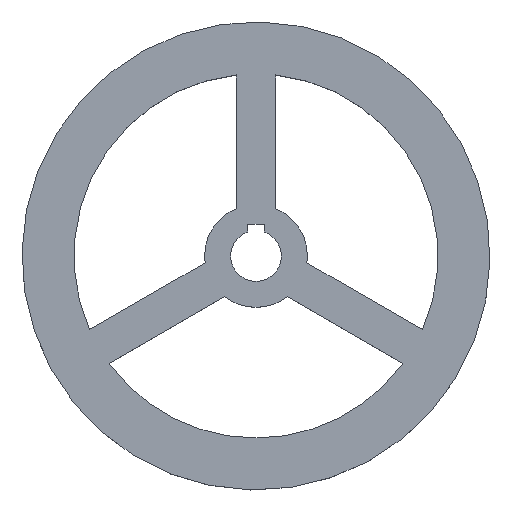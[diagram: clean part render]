
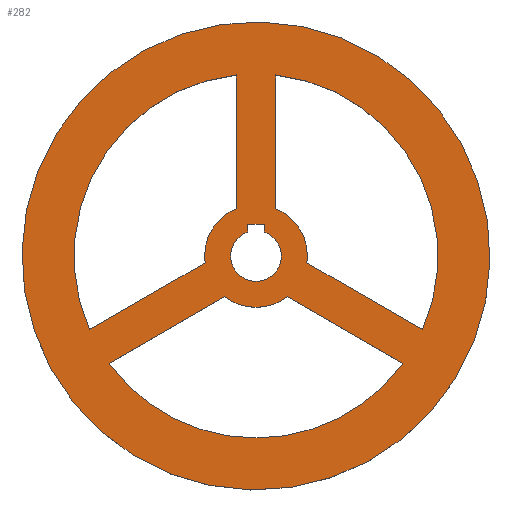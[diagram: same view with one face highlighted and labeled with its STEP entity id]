
A CAD part, top view. The second image highlights one B-rep face of the part: STEP entity #282.
In plain terms, the highlighted planar face has unit normal (0, 0, 1).
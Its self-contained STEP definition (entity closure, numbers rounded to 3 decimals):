
#70=CARTESIAN_POINT('Vertex',(7.5,69.597,7.5)) ;
#73=CARTESIAN_POINT('Line Origine',(7.5,43.934,7.5)) ;
#77=CARTESIAN_POINT('Vertex',(7.5,18.271,7.5)) ;
#97=CARTESIAN_POINT('Axis2P3D Location',(0.,0.,7.5)) ;
#101=CARTESIAN_POINT('Vertex',(19.573,-2.64,7.5)) ;
#123=CARTESIAN_POINT('Axis2P3D Location',(0.,90.,7.5)) ;
#128=CARTESIAN_POINT('Axis2P3D Location',(0.,0.,7.5)) ;
#132=CARTESIAN_POINT('Vertex',(43.148,-78.982,7.5)) ;
#134=CARTESIAN_POINT('Vertex',(-43.148,78.982,7.5)) ;
#137=CARTESIAN_POINT('Axis2P3D Location',(0.,0.,7.5)) ;
#146=CARTESIAN_POINT('Axis2P3D Location',(0.,0.,7.5)) ;
#150=CARTESIAN_POINT('Vertex',(64.023,-28.303,7.5)) ;
#153=CARTESIAN_POINT('Line Origine',(41.798,-15.472,7.5)) ;
#164=CARTESIAN_POINT('Line Origine',(-41.798,-15.472,7.5)) ;
#168=CARTESIAN_POINT('Vertex',(-64.023,-28.303,7.5)) ;
#170=CARTESIAN_POINT('Vertex',(-19.573,-2.64,7.5)) ;
#173=CARTESIAN_POINT('Axis2P3D Location',(0.,0.,7.5)) ;
#177=CARTESIAN_POINT('Vertex',(-7.5,69.597,7.5)) ;
#180=CARTESIAN_POINT('Line Origine',(-7.5,43.934,7.5)) ;
#184=CARTESIAN_POINT('Vertex',(-7.5,18.271,7.5)) ;
#187=CARTESIAN_POINT('Axis2P3D Location',(0.,0.,7.5)) ;
#198=CARTESIAN_POINT('Axis2P3D Location',(0.,0.,7.5)) ;
#202=CARTESIAN_POINT('Vertex',(12.073,-15.63,7.5)) ;
#204=CARTESIAN_POINT('Vertex',(0.,-19.75,7.5)) ;
#207=CARTESIAN_POINT('Line Origine',(34.298,-28.462,7.5)) ;
#211=CARTESIAN_POINT('Vertex',(56.523,-41.294,7.5)) ;
#214=CARTESIAN_POINT('Axis2P3D Location',(0.,0.,7.5)) ;
#218=CARTESIAN_POINT('Vertex',(0.,-70.,7.5)) ;
#221=CARTESIAN_POINT('Axis2P3D Location',(0.,0.,7.5)) ;
#225=CARTESIAN_POINT('Vertex',(-56.523,-41.294,7.5)) ;
#228=CARTESIAN_POINT('Line Origine',(-34.298,-28.462,7.5)) ;
#232=CARTESIAN_POINT('Vertex',(-12.073,-15.63,7.5)) ;
#235=CARTESIAN_POINT('Axis2P3D Location',(0.,0.,7.5)) ;
#248=CARTESIAN_POINT('Line Origine',(0.,12.25,7.5)) ;
#252=CARTESIAN_POINT('Vertex',(3.25,12.25,7.5)) ;
#254=CARTESIAN_POINT('Vertex',(-3.25,12.25,7.5)) ;
#257=CARTESIAN_POINT('Line Origine',(3.25,10.721,7.5)) ;
#261=CARTESIAN_POINT('Vertex',(3.25,9.192,7.5)) ;
#264=CARTESIAN_POINT('Axis2P3D Location',(0.,0.,7.5)) ;
#268=CARTESIAN_POINT('Vertex',(-3.25,9.192,7.5)) ;
#271=CARTESIAN_POINT('Line Origine',(-3.25,10.721,7.5)) ;
#74=DIRECTION('Vector Direction',(0.,1.,0.)) ;
#98=DIRECTION('Axis2P3D Direction',(0.,0.,1.)) ;
#124=DIRECTION('Axis2P3D Direction',(0.,0.,1.)) ;
#125=DIRECTION('Axis2P3D XDirection',(1.,0.,0.)) ;
#129=DIRECTION('Axis2P3D Direction',(0.,0.,1.)) ;
#138=DIRECTION('Axis2P3D Direction',(0.,0.,1.)) ;
#147=DIRECTION('Axis2P3D Direction',(0.,0.,1.)) ;
#154=DIRECTION('Vector Direction',(0.866,-0.5,0.)) ;
#165=DIRECTION('Vector Direction',(-0.866,-0.5,0.)) ;
#174=DIRECTION('Axis2P3D Direction',(0.,0.,1.)) ;
#181=DIRECTION('Vector Direction',(0.,1.,0.)) ;
#188=DIRECTION('Axis2P3D Direction',(0.,0.,1.)) ;
#199=DIRECTION('Axis2P3D Direction',(0.,0.,1.)) ;
#208=DIRECTION('Vector Direction',(-0.866,0.5,0.)) ;
#215=DIRECTION('Axis2P3D Direction',(0.,0.,1.)) ;
#222=DIRECTION('Axis2P3D Direction',(0.,0.,1.)) ;
#229=DIRECTION('Vector Direction',(0.866,0.5,0.)) ;
#236=DIRECTION('Axis2P3D Direction',(0.,0.,1.)) ;
#249=DIRECTION('Vector Direction',(1.,0.,0.)) ;
#258=DIRECTION('Vector Direction',(0.,-1.,0.)) ;
#265=DIRECTION('Axis2P3D Direction',(0.,0.,1.)) ;
#272=DIRECTION('Vector Direction',(0.,1.,0.)) ;
#99=AXIS2_PLACEMENT_3D('Circle Axis2P3D',#97,#98,$) ;
#126=AXIS2_PLACEMENT_3D('Plane Axis2P3D',#123,#124,#125) ;
#130=AXIS2_PLACEMENT_3D('Circle Axis2P3D',#128,#129,$) ;
#139=AXIS2_PLACEMENT_3D('Circle Axis2P3D',#137,#138,$) ;
#148=AXIS2_PLACEMENT_3D('Circle Axis2P3D',#146,#147,$) ;
#175=AXIS2_PLACEMENT_3D('Circle Axis2P3D',#173,#174,$) ;
#189=AXIS2_PLACEMENT_3D('Circle Axis2P3D',#187,#188,$) ;
#200=AXIS2_PLACEMENT_3D('Circle Axis2P3D',#198,#199,$) ;
#216=AXIS2_PLACEMENT_3D('Circle Axis2P3D',#214,#215,$) ;
#223=AXIS2_PLACEMENT_3D('Circle Axis2P3D',#221,#222,$) ;
#237=AXIS2_PLACEMENT_3D('Circle Axis2P3D',#235,#236,$) ;
#266=AXIS2_PLACEMENT_3D('Circle Axis2P3D',#264,#265,$) ;
#143=ORIENTED_EDGE('',*,*,#136,.T.) ;
#144=ORIENTED_EDGE('',*,*,#141,.T.) ;
#159=ORIENTED_EDGE('',*,*,#152,.F.) ;
#160=ORIENTED_EDGE('',*,*,#157,.F.) ;
#161=ORIENTED_EDGE('',*,*,#103,.F.) ;
#162=ORIENTED_EDGE('',*,*,#79,.F.) ;
#193=ORIENTED_EDGE('',*,*,#172,.F.) ;
#194=ORIENTED_EDGE('',*,*,#179,.F.) ;
#195=ORIENTED_EDGE('',*,*,#186,.F.) ;
#196=ORIENTED_EDGE('',*,*,#191,.F.) ;
#241=ORIENTED_EDGE('',*,*,#206,.F.) ;
#242=ORIENTED_EDGE('',*,*,#213,.F.) ;
#243=ORIENTED_EDGE('',*,*,#220,.F.) ;
#244=ORIENTED_EDGE('',*,*,#227,.F.) ;
#245=ORIENTED_EDGE('',*,*,#234,.F.) ;
#246=ORIENTED_EDGE('',*,*,#239,.F.) ;
#277=ORIENTED_EDGE('',*,*,#256,.F.) ;
#278=ORIENTED_EDGE('',*,*,#263,.F.) ;
#279=ORIENTED_EDGE('',*,*,#270,.F.) ;
#280=ORIENTED_EDGE('',*,*,#275,.F.) ;
#163=FACE_BOUND('',#158,.T.) ;
#197=FACE_BOUND('',#192,.T.) ;
#247=FACE_BOUND('',#240,.T.) ;
#281=FACE_BOUND('',#276,.T.) ;
#75=VECTOR('Line Direction',#74,1.) ;
#155=VECTOR('Line Direction',#154,1.) ;
#166=VECTOR('Line Direction',#165,1.) ;
#182=VECTOR('Line Direction',#181,1.) ;
#209=VECTOR('Line Direction',#208,1.) ;
#230=VECTOR('Line Direction',#229,1.) ;
#250=VECTOR('Line Direction',#249,1.) ;
#259=VECTOR('Line Direction',#258,1.) ;
#273=VECTOR('Line Direction',#272,1.) ;
#282=ADVANCED_FACE('Corps principal',(#145,#163,#197,#247,#281),#127,.T.) ;
#100=CIRCLE('generated circle',#99,19.75) ;
#131=CIRCLE('generated circle',#130,90.) ;
#140=CIRCLE('generated circle',#139,90.) ;
#149=CIRCLE('generated circle',#148,70.) ;
#176=CIRCLE('generated circle',#175,70.) ;
#190=CIRCLE('generated circle',#189,19.75) ;
#201=CIRCLE('generated circle',#200,19.75) ;
#217=CIRCLE('generated circle',#216,70.) ;
#224=CIRCLE('generated circle',#223,70.) ;
#238=CIRCLE('generated circle',#237,19.75) ;
#267=CIRCLE('generated circle',#266,9.75) ;
#79=EDGE_CURVE('',#71,#78,#76,.F.) ;
#103=EDGE_CURVE('',#78,#102,#100,.F.) ;
#136=EDGE_CURVE('',#133,#135,#131,.T.) ;
#141=EDGE_CURVE('',#135,#133,#140,.T.) ;
#152=EDGE_CURVE('',#151,#71,#149,.T.) ;
#157=EDGE_CURVE('',#102,#151,#156,.T.) ;
#172=EDGE_CURVE('',#169,#171,#167,.F.) ;
#179=EDGE_CURVE('',#178,#169,#176,.T.) ;
#186=EDGE_CURVE('',#185,#178,#183,.T.) ;
#191=EDGE_CURVE('',#171,#185,#190,.F.) ;
#206=EDGE_CURVE('',#203,#205,#201,.F.) ;
#213=EDGE_CURVE('',#212,#203,#210,.T.) ;
#220=EDGE_CURVE('',#219,#212,#217,.T.) ;
#227=EDGE_CURVE('',#226,#219,#224,.T.) ;
#234=EDGE_CURVE('',#233,#226,#231,.F.) ;
#239=EDGE_CURVE('',#205,#233,#238,.F.) ;
#256=EDGE_CURVE('',#253,#255,#251,.F.) ;
#263=EDGE_CURVE('',#262,#253,#260,.F.) ;
#270=EDGE_CURVE('',#269,#262,#267,.T.) ;
#275=EDGE_CURVE('',#255,#269,#274,.F.) ;
#142=EDGE_LOOP('',(#143,#144)) ;
#158=EDGE_LOOP('',(#159,#160,#161,#162)) ;
#192=EDGE_LOOP('',(#193,#194,#195,#196)) ;
#240=EDGE_LOOP('',(#241,#242,#243,#244,#245,#246)) ;
#276=EDGE_LOOP('',(#277,#278,#279,#280)) ;
#145=FACE_OUTER_BOUND('',#142,.T.) ;
#76=LINE('Line',#73,#75) ;
#156=LINE('Line',#153,#155) ;
#167=LINE('Line',#164,#166) ;
#183=LINE('Line',#180,#182) ;
#210=LINE('Line',#207,#209) ;
#231=LINE('Line',#228,#230) ;
#251=LINE('Line',#248,#250) ;
#260=LINE('Line',#257,#259) ;
#274=LINE('Line',#271,#273) ;
#127=PLANE('Plane',#126) ;
#71=VERTEX_POINT('',#70) ;
#78=VERTEX_POINT('',#77) ;
#102=VERTEX_POINT('',#101) ;
#133=VERTEX_POINT('',#132) ;
#135=VERTEX_POINT('',#134) ;
#151=VERTEX_POINT('',#150) ;
#169=VERTEX_POINT('',#168) ;
#171=VERTEX_POINT('',#170) ;
#178=VERTEX_POINT('',#177) ;
#185=VERTEX_POINT('',#184) ;
#203=VERTEX_POINT('',#202) ;
#205=VERTEX_POINT('',#204) ;
#212=VERTEX_POINT('',#211) ;
#219=VERTEX_POINT('',#218) ;
#226=VERTEX_POINT('',#225) ;
#233=VERTEX_POINT('',#232) ;
#253=VERTEX_POINT('',#252) ;
#255=VERTEX_POINT('',#254) ;
#262=VERTEX_POINT('',#261) ;
#269=VERTEX_POINT('',#268) ;
